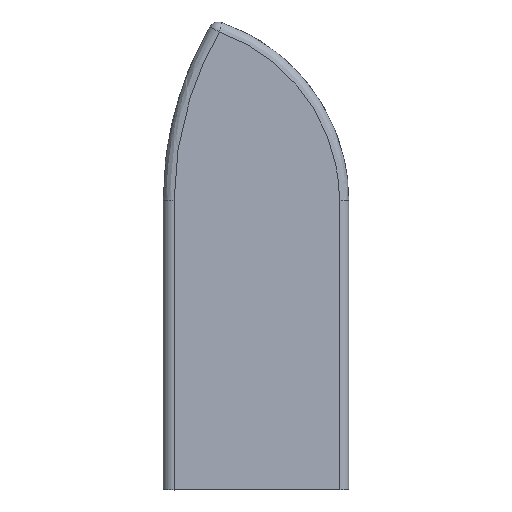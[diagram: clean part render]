
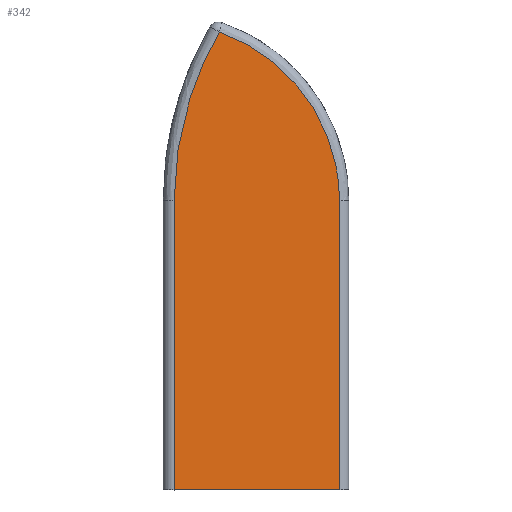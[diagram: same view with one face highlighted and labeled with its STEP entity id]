
A CAD part, top view. The second image highlights one B-rep face of the part: STEP entity #342.
In plain terms, the highlighted planar face has unit normal (0.079, 0, 0.997).
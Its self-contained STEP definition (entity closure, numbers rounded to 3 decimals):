
#32 = CYLINDRICAL_SURFACE('',#33,1.8);
#33 = AXIS2_PLACEMENT_3D('',#34,#35,#36);
#34 = CARTESIAN_POINT('',(-14.7,51.4,2.775));
#35 = DIRECTION('',(0.,-1.,0.));
#36 = DIRECTION('',(0.,-0.,-1.));
#57 = VERTEX_POINT('',#58);
#58 = CARTESIAN_POINT('',(-14.558,51.4,4.569));
#73 = ( BOUNDED_SURFACE() B_SPLINE_SURFACE(2,5,(
    (#74,#75,#76,#77,#78,#79)
    ,(#80,#81,#82,#83,#84,#85)
    ,(#86,#87,#88,#89,#90,#91
)),.UNSPECIFIED.,.F.,.F.,.F.) B_SPLINE_SURFACE_WITH_KNOTS((3,3),(6,6),(
    0.,1.),(3.142,3.663),.PIECEWISE_BEZIER_KNOTS.) 
GEOMETRIC_REPRESENTATION_ITEM() RATIONAL_B_SPLINE_SURFACE((
    (1.,1.,1.,1.,1.,1.)
    ,(0.679,0.679,0.679,0.68
      ,0.681,0.683)
,(1.,1.,1.,1.,1.,1.))) REPRESENTATION_ITEM('') SURFACE() );
#74 = CARTESIAN_POINT('',(-16.5,51.4,2.775));
#75 = CARTESIAN_POINT('',(-16.5,57.868,2.775));
#76 = CARTESIAN_POINT('',(-15.657,64.336,2.71)
  );
#77 = CARTESIAN_POINT('',(-13.971,70.658,2.581
    ));
#78 = CARTESIAN_POINT('',(-11.482,76.687,2.39
    ));
#79 = CARTESIAN_POINT('',(-8.261,82.296,2.142
    ));
#80 = CARTESIAN_POINT('',(-16.5,51.4,4.723));
#81 = CARTESIAN_POINT('',(-16.5,57.884,4.723));
#82 = CARTESIAN_POINT('',(-15.653,64.361,4.656
    ));
#83 = CARTESIAN_POINT('',(-13.963,70.69,4.522
    ));
#84 = CARTESIAN_POINT('',(-11.465,76.733,4.325
    ));
#85 = CARTESIAN_POINT('',(-8.223,82.362,4.068
    ));
#86 = CARTESIAN_POINT('',(-14.558,51.4,4.569));
#87 = CARTESIAN_POINT('',(-14.558,57.681,4.569
    ));
#88 = CARTESIAN_POINT('',(-13.74,63.961,4.505
    ));
#89 = CARTESIAN_POINT('',(-12.103,70.099,4.375)
  );
#90 = CARTESIAN_POINT('',(-9.685,75.953,4.184
    ));
#91 = CARTESIAN_POINT('',(-6.558,81.4,3.937));
#104 = EDGE_CURVE('',#57,#105,#107,.T.);
#105 = VERTEX_POINT('',#106);
#106 = CARTESIAN_POINT('',(-14.558,0.,4.569));
#107 = SURFACE_CURVE('',#108,(#112,#119),.PCURVE_S1.);
#108 = LINE('',#109,#110);
#109 = CARTESIAN_POINT('',(-14.558,51.4,4.569));
#110 = VECTOR('',#111,1.);
#111 = DIRECTION('',(0.,-1.,0.));
#112 = PCURVE('',#32,#113);
#113 = DEFINITIONAL_REPRESENTATION('',(#114),#118);
#114 = LINE('',#115,#116);
#115 = CARTESIAN_POINT('',(-3.221,0.));
#116 = VECTOR('',#117,1.);
#117 = DIRECTION('',(-0.,1.));
#118 = ( GEOMETRIC_REPRESENTATION_CONTEXT(2) 
PARAMETRIC_REPRESENTATION_CONTEXT() REPRESENTATION_CONTEXT('2D SPACE',''
  ) );
#119 = PCURVE('',#120,#125);
#120 = PLANE('',#121);
#121 = AXIS2_PLACEMENT_3D('',#122,#123,#124);
#122 = CARTESIAN_POINT('',(-16.558,0.,4.728));
#123 = DIRECTION('',(-0.079,0.,-0.997));
#124 = DIRECTION('',(0.997,0.,-0.079));
#125 = DEFINITIONAL_REPRESENTATION('',(#126),#130);
#126 = LINE('',#127,#128);
#127 = CARTESIAN_POINT('',(2.006,-51.4));
#128 = VECTOR('',#129,1.);
#129 = DIRECTION('',(0.,1.));
#130 = ( GEOMETRIC_REPRESENTATION_CONTEXT(2) 
PARAMETRIC_REPRESENTATION_CONTEXT() REPRESENTATION_CONTEXT('2D SPACE',''
  ) );
#147 = PLANE('',#148);
#148 = AXIS2_PLACEMENT_3D('',#149,#150,#151);
#149 = CARTESIAN_POINT('',(-0.997,0.,
    0.));
#150 = DIRECTION('',(0.,-1.,0.));
#151 = DIRECTION('',(0.,0.,-1.));
#278 = EDGE_CURVE('',#57,#279,#281,.T.);
#279 = VERTEX_POINT('',#280);
#280 = CARTESIAN_POINT('',(-6.558,81.4,3.937));
#281 = SURFACE_CURVE('',#282,(#287,#294),.PCURVE_S1.);
#282 = ELLIPSE('',#283,60.438,60.25);
#283 = AXIS2_PLACEMENT_3D('',#284,#285,#286);
#284 = CARTESIAN_POINT('',(45.692,51.4,-0.195));
#285 = DIRECTION('',(-0.079,0.,-0.997));
#286 = DIRECTION('',(0.997,0.,-0.079));
#287 = PCURVE('',#73,#288);
#288 = DEFINITIONAL_REPRESENTATION('',(#289),#293);
#289 = LINE('',#290,#291);
#290 = CARTESIAN_POINT('',(1.,0.));
#291 = VECTOR('',#292,1.);
#292 = DIRECTION('',(0.,1.));
#293 = ( GEOMETRIC_REPRESENTATION_CONTEXT(2) 
PARAMETRIC_REPRESENTATION_CONTEXT() REPRESENTATION_CONTEXT('2D SPACE',''
  ) );
#294 = PCURVE('',#120,#295);
#295 = DEFINITIONAL_REPRESENTATION('',(#296),#300);
#296 = ELLIPSE('',#297,60.438,60.25);
#297 = AXIS2_PLACEMENT_2D('',#298,#299);
#298 = CARTESIAN_POINT('',(62.444,-51.4));
#299 = DIRECTION('',(1.,0.));
#300 = ( GEOMETRIC_REPRESENTATION_CONTEXT(2) 
PARAMETRIC_REPRESENTATION_CONTEXT() REPRESENTATION_CONTEXT('2D SPACE',''
  ) );
#342 = ADVANCED_FACE('',(#343),#120,.F.);
#343 = FACE_BOUND('',#344,.F.);
#344 = EDGE_LOOP('',(#345,#368,#369,#370,#416));
#345 = ORIENTED_EDGE('',*,*,#346,.F.);
#346 = EDGE_CURVE('',#105,#347,#349,.T.);
#347 = VERTEX_POINT('',#348);
#348 = CARTESIAN_POINT('',(14.842,0.,2.244));
#349 = SURFACE_CURVE('',#350,(#354,#361),.PCURVE_S1.);
#350 = LINE('',#351,#352);
#351 = CARTESIAN_POINT('',(-16.558,0.,4.728));
#352 = VECTOR('',#353,1.);
#353 = DIRECTION('',(0.997,0.,-0.079));
#354 = PCURVE('',#120,#355);
#355 = DEFINITIONAL_REPRESENTATION('',(#356),#360);
#356 = LINE('',#357,#358);
#357 = CARTESIAN_POINT('',(0.,0.));
#358 = VECTOR('',#359,1.);
#359 = DIRECTION('',(1.,0.));
#360 = ( GEOMETRIC_REPRESENTATION_CONTEXT(2) 
PARAMETRIC_REPRESENTATION_CONTEXT() REPRESENTATION_CONTEXT('2D SPACE',''
  ) );
#361 = PCURVE('',#147,#362);
#362 = DEFINITIONAL_REPRESENTATION('',(#363),#367);
#363 = LINE('',#364,#365);
#364 = CARTESIAN_POINT('',(-4.728,-15.561));
#365 = VECTOR('',#366,1.);
#366 = DIRECTION('',(0.079,0.997));
#367 = ( GEOMETRIC_REPRESENTATION_CONTEXT(2) 
PARAMETRIC_REPRESENTATION_CONTEXT() REPRESENTATION_CONTEXT('2D SPACE',''
  ) );
#368 = ORIENTED_EDGE('',*,*,#104,.F.);
#369 = ORIENTED_EDGE('',*,*,#278,.T.);
#370 = ORIENTED_EDGE('',*,*,#371,.T.);
#371 = EDGE_CURVE('',#279,#372,#374,.T.);
#372 = VERTEX_POINT('',#373);
#373 = CARTESIAN_POINT('',(14.842,51.4,2.244));
#374 = SURFACE_CURVE('',#375,(#380,#387),.PCURVE_S1.);
#375 = ELLIPSE('',#376,31.827,31.728);
#376 = AXIS2_PLACEMENT_3D('',#377,#378,#379);
#377 = CARTESIAN_POINT('',(-16.886,51.4,4.754));
#378 = DIRECTION('',(-0.079,0.,-0.997));
#379 = DIRECTION('',(0.997,0.,-0.079));
#380 = PCURVE('',#120,#381);
#381 = DEFINITIONAL_REPRESENTATION('',(#382),#386);
#382 = ELLIPSE('',#383,31.827,31.728);
#383 = AXIS2_PLACEMENT_2D('',#384,#385);
#384 = CARTESIAN_POINT('',(-0.329,-51.4));
#385 = DIRECTION('',(1.,0.));
#386 = ( GEOMETRIC_REPRESENTATION_CONTEXT(2) 
PARAMETRIC_REPRESENTATION_CONTEXT() REPRESENTATION_CONTEXT('2D SPACE',''
  ) );
#387 = PCURVE('',#388,#410);
#388 = ( BOUNDED_SURFACE() B_SPLINE_SURFACE(2,6,(
    (#389,#390,#391,#392,#393,#394,#395)
    ,(#396,#397,#398,#399,#400,#401,#402)
    ,(#403,#404,#405,#406,#407,#408,#409
)),.UNSPECIFIED.,.F.,.F.,.F.) B_SPLINE_SURFACE_WITH_KNOTS((3,3),(7,7),(
    0.,1.),(5.044,6.283),.PIECEWISE_BEZIER_KNOTS.) 
GEOMETRIC_REPRESENTATION_ITEM() RATIONAL_B_SPLINE_SURFACE((
    (1.,1.,1.,1.,1.,1.,1.)
    ,(0.716,0.721,0.726,0.73
      ,0.733,0.734,0.734)
,(1.,1.,1.,1.,1.,1.,1.))) REPRESENTATION_ITEM('') SURFACE() );
#389 = CARTESIAN_POINT('',(-6.558,81.4,3.937));
#390 = CARTESIAN_POINT('',(-0.362,79.267,
    3.447));
#391 = CARTESIAN_POINT('',(5.305,75.598,2.999)
  );
#392 = CARTESIAN_POINT('',(9.969,70.557,2.63)
  );
#393 = CARTESIAN_POINT('',(13.218,64.506,
    2.373));
#394 = CARTESIAN_POINT('',(14.842,57.953,
    2.244));
#395 = CARTESIAN_POINT('',(14.842,51.4,2.244));
#396 = CARTESIAN_POINT('',(-5.99,83.059,
    3.892));
#397 = CARTESIAN_POINT('',(0.489,80.8,3.379
    ));
#398 = CARTESIAN_POINT('',(6.437,76.941,2.909
    ));
#399 = CARTESIAN_POINT('',(11.361,71.626,
    2.52));
#400 = CARTESIAN_POINT('',(14.794,65.221,
    2.248));
#401 = CARTESIAN_POINT('',(16.5,58.298,2.113));
#402 = CARTESIAN_POINT('',(16.5,51.4,2.113));
#403 = CARTESIAN_POINT('',(-6.114,83.102,
    2.142));
#404 = CARTESIAN_POINT('',(0.434,80.848,1.652
    ));
#405 = CARTESIAN_POINT('',(6.423,76.971,1.204
    ));
#406 = CARTESIAN_POINT('',(11.351,71.644,0.835)
  );
#407 = CARTESIAN_POINT('',(14.784,65.25,
    0.578));
#408 = CARTESIAN_POINT('',(16.5,58.325,0.45));
#409 = CARTESIAN_POINT('',(16.5,51.4,0.45));
#410 = DEFINITIONAL_REPRESENTATION('',(#411),#415);
#411 = LINE('',#412,#413);
#412 = CARTESIAN_POINT('',(0.,0.));
#413 = VECTOR('',#414,1.);
#414 = DIRECTION('',(0.,1.));
#415 = ( GEOMETRIC_REPRESENTATION_CONTEXT(2) 
PARAMETRIC_REPRESENTATION_CONTEXT() REPRESENTATION_CONTEXT('2D SPACE',''
  ) );
#416 = ORIENTED_EDGE('',*,*,#417,.T.);
#417 = EDGE_CURVE('',#372,#347,#418,.T.);
#418 = SURFACE_CURVE('',#419,(#423,#430),.PCURVE_S1.);
#419 = LINE('',#420,#421);
#420 = CARTESIAN_POINT('',(14.842,0.,2.244));
#421 = VECTOR('',#422,1.);
#422 = DIRECTION('',(0.,-1.,0.));
#423 = PCURVE('',#120,#424);
#424 = DEFINITIONAL_REPRESENTATION('',(#425),#429);
#425 = LINE('',#426,#427);
#426 = CARTESIAN_POINT('',(31.498,0.));
#427 = VECTOR('',#428,1.);
#428 = DIRECTION('',(0.,1.));
#429 = ( GEOMETRIC_REPRESENTATION_CONTEXT(2) 
PARAMETRIC_REPRESENTATION_CONTEXT() REPRESENTATION_CONTEXT('2D SPACE',''
  ) );
#430 = PCURVE('',#431,#436);
#431 = CYLINDRICAL_SURFACE('',#432,1.8);
#432 = AXIS2_PLACEMENT_3D('',#433,#434,#435);
#433 = CARTESIAN_POINT('',(14.7,0.,0.45));
#434 = DIRECTION('',(0.,-1.,0.));
#435 = DIRECTION('',(-0.997,0.,
    0.079));
#436 = DEFINITIONAL_REPRESENTATION('',(#437),#441);
#437 = LINE('',#438,#439);
#438 = CARTESIAN_POINT('',(-1.571,0.));
#439 = VECTOR('',#440,1.);
#440 = DIRECTION('',(-0.,1.));
#441 = ( GEOMETRIC_REPRESENTATION_CONTEXT(2) 
PARAMETRIC_REPRESENTATION_CONTEXT() REPRESENTATION_CONTEXT('2D SPACE',''
  ) );
